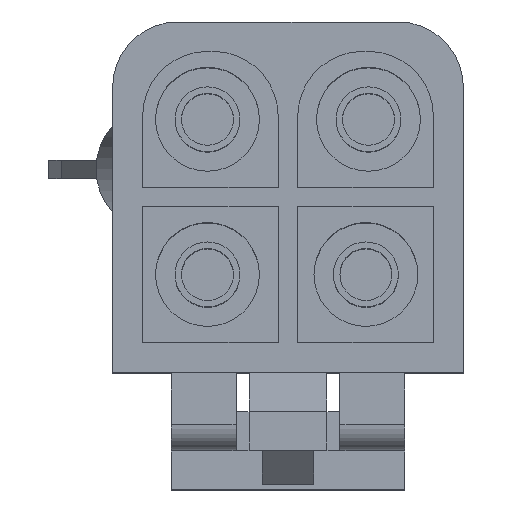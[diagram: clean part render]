
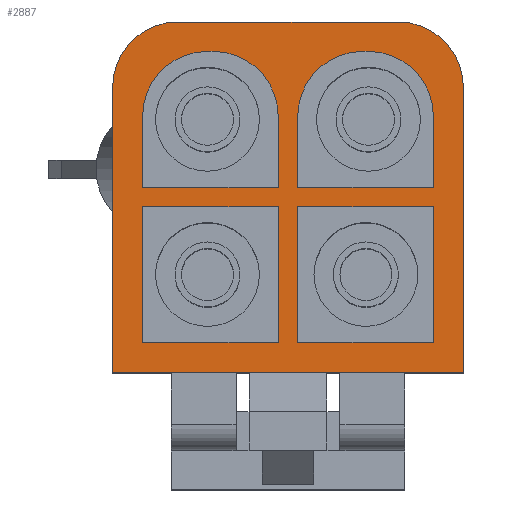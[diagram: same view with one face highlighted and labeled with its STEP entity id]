
A CAD part, top view. The second image highlights one B-rep face of the part: STEP entity #2887.
In plain terms, the highlighted planar face has unit normal (0, 0, 1).
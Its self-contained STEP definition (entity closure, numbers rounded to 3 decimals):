
#44=CIRCLE('',#3040,2.5);
#45=CIRCLE('',#3041,2.5);
#46=CIRCLE('',#3042,2.5);
#47=CIRCLE('',#3043,2.5);
#48=CIRCLE('',#3044,2.5);
#49=CIRCLE('',#3045,2.5);
#258=ORIENTED_EDGE('',*,*,#769,.T.);
#259=ORIENTED_EDGE('',*,*,#732,.F.);
#260=ORIENTED_EDGE('',*,*,#770,.F.);
#261=ORIENTED_EDGE('',*,*,#722,.F.);
#262=ORIENTED_EDGE('',*,*,#771,.T.);
#263=ORIENTED_EDGE('',*,*,#756,.F.);
#264=ORIENTED_EDGE('',*,*,#772,.F.);
#265=ORIENTED_EDGE('',*,*,#746,.F.);
#266=ORIENTED_EDGE('',*,*,#773,.T.);
#267=ORIENTED_EDGE('',*,*,#752,.F.);
#268=ORIENTED_EDGE('',*,*,#774,.F.);
#269=ORIENTED_EDGE('',*,*,#775,.F.);
#270=ORIENTED_EDGE('',*,*,#776,.F.);
#271=ORIENTED_EDGE('',*,*,#758,.F.);
#272=ORIENTED_EDGE('',*,*,#777,.T.);
#273=ORIENTED_EDGE('',*,*,#728,.F.);
#274=ORIENTED_EDGE('',*,*,#778,.F.);
#275=ORIENTED_EDGE('',*,*,#779,.F.);
#276=ORIENTED_EDGE('',*,*,#780,.F.);
#277=ORIENTED_EDGE('',*,*,#734,.F.);
#278=ORIENTED_EDGE('',*,*,#781,.T.);
#279=ORIENTED_EDGE('',*,*,#782,.T.);
#280=ORIENTED_EDGE('',*,*,#783,.T.);
#281=ORIENTED_EDGE('',*,*,#784,.T.);
#282=ORIENTED_EDGE('',*,*,#785,.T.);
#283=ORIENTED_EDGE('',*,*,#786,.T.);
#722=EDGE_CURVE('',#978,#980,#1166,.T.);
#728=EDGE_CURVE('',#985,#983,#1172,.T.);
#732=EDGE_CURVE('',#989,#987,#1176,.T.);
#734=EDGE_CURVE('',#990,#992,#1178,.T.);
#746=EDGE_CURVE('',#998,#1000,#1186,.T.);
#752=EDGE_CURVE('',#1005,#1003,#1192,.T.);
#756=EDGE_CURVE('',#1009,#1007,#1196,.T.);
#758=EDGE_CURVE('',#1010,#1012,#1198,.T.);
#769=EDGE_CURVE('',#978,#987,#1205,.T.);
#770=EDGE_CURVE('',#980,#989,#1206,.T.);
#771=EDGE_CURVE('',#998,#1007,#1207,.T.);
#772=EDGE_CURVE('',#1000,#1009,#1208,.T.);
#773=EDGE_CURVE('',#1010,#1003,#1209,.T.);
#774=EDGE_CURVE('',#1018,#1005,#44,.T.);
#775=EDGE_CURVE('',#1019,#1018,#1210,.T.);
#776=EDGE_CURVE('',#1012,#1019,#45,.T.);
#777=EDGE_CURVE('',#990,#983,#1211,.T.);
#778=EDGE_CURVE('',#1020,#985,#46,.T.);
#779=EDGE_CURVE('',#1021,#1020,#1212,.T.);
#780=EDGE_CURVE('',#992,#1021,#47,.T.);
#781=EDGE_CURVE('',#1022,#1023,#1213,.T.);
#782=EDGE_CURVE('',#1023,#1024,#1214,.T.);
#783=EDGE_CURVE('',#1024,#1025,#1215,.T.);
#784=EDGE_CURVE('',#1025,#1026,#48,.T.);
#785=EDGE_CURVE('',#1026,#1027,#1216,.T.);
#786=EDGE_CURVE('',#1027,#1022,#49,.T.);
#978=VERTEX_POINT('',#3914);
#980=VERTEX_POINT('',#3917);
#983=VERTEX_POINT('',#3924);
#985=VERTEX_POINT('',#3928);
#987=VERTEX_POINT('',#3933);
#989=VERTEX_POINT('',#3937);
#990=VERTEX_POINT('',#3941);
#992=VERTEX_POINT('',#3944);
#998=VERTEX_POINT('',#3964);
#1000=VERTEX_POINT('',#3967);
#1003=VERTEX_POINT('',#3974);
#1005=VERTEX_POINT('',#3978);
#1007=VERTEX_POINT('',#3983);
#1009=VERTEX_POINT('',#3987);
#1010=VERTEX_POINT('',#3991);
#1012=VERTEX_POINT('',#3994);
#1018=VERTEX_POINT('',#4019);
#1019=VERTEX_POINT('',#4021);
#1020=VERTEX_POINT('',#4025);
#1021=VERTEX_POINT('',#4027);
#1022=VERTEX_POINT('',#4030);
#1023=VERTEX_POINT('',#4031);
#1024=VERTEX_POINT('',#4033);
#1025=VERTEX_POINT('',#4035);
#1026=VERTEX_POINT('',#4037);
#1027=VERTEX_POINT('',#4039);
#1166=LINE('',#3916,#1340);
#1172=LINE('',#3929,#1346);
#1176=LINE('',#3938,#1350);
#1178=LINE('',#3943,#1352);
#1186=LINE('',#3966,#1360);
#1192=LINE('',#3979,#1366);
#1196=LINE('',#3988,#1370);
#1198=LINE('',#3993,#1372);
#1205=LINE('',#4013,#1379);
#1206=LINE('',#4014,#1380);
#1207=LINE('',#4015,#1381);
#1208=LINE('',#4016,#1382);
#1209=LINE('',#4017,#1383);
#1210=LINE('',#4020,#1384);
#1211=LINE('',#4023,#1385);
#1212=LINE('',#4026,#1386);
#1213=LINE('',#4029,#1387);
#1214=LINE('',#4032,#1388);
#1215=LINE('',#4034,#1389);
#1216=LINE('',#4038,#1390);
#1340=VECTOR('',#3292,1000.);
#1346=VECTOR('',#3300,1000.);
#1350=VECTOR('',#3306,1000.);
#1352=VECTOR('',#3310,1000.);
#1360=VECTOR('',#3332,1000.);
#1366=VECTOR('',#3340,1000.);
#1370=VECTOR('',#3346,1000.);
#1372=VECTOR('',#3350,1000.);
#1379=VECTOR('',#3371,1000.);
#1380=VECTOR('',#3372,1000.);
#1381=VECTOR('',#3373,1000.);
#1382=VECTOR('',#3374,1000.);
#1383=VECTOR('',#3375,1000.);
#1384=VECTOR('',#3378,1000.);
#1385=VECTOR('',#3381,1000.);
#1386=VECTOR('',#3384,1000.);
#1387=VECTOR('',#3387,1000.);
#1388=VECTOR('',#3388,1000.);
#1389=VECTOR('',#3389,1000.);
#1390=VECTOR('',#3392,1000.);
#1510=EDGE_LOOP('',(#258,#259,#260,#261));
#1511=EDGE_LOOP('',(#262,#263,#264,#265));
#1512=EDGE_LOOP('',(#266,#267,#268,#269,#270,#271));
#1513=EDGE_LOOP('',(#272,#273,#274,#275,#276,#277));
#1514=EDGE_LOOP('',(#278,#279,#280,#281,#282,#283));
#1708=FACE_BOUND('',#1510,.T.);
#1709=FACE_BOUND('',#1511,.T.);
#1710=FACE_BOUND('',#1512,.T.);
#1711=FACE_BOUND('',#1513,.T.);
#1712=FACE_BOUND('',#1514,.T.);
#1897=PLANE('',#3039);
#2887=ADVANCED_FACE('',(#1708,#1709,#1710,#1711,#1712),#1897,.T.);
#3039=AXIS2_PLACEMENT_3D('',#4012,#3369,#3370);
#3040=AXIS2_PLACEMENT_3D('',#4018,#3376,#3377);
#3041=AXIS2_PLACEMENT_3D('',#4022,#3379,#3380);
#3042=AXIS2_PLACEMENT_3D('',#4024,#3382,#3383);
#3043=AXIS2_PLACEMENT_3D('',#4028,#3385,#3386);
#3044=AXIS2_PLACEMENT_3D('',#4036,#3390,#3391);
#3045=AXIS2_PLACEMENT_3D('',#4040,#3393,#3394);
#3292=DIRECTION('',(0.,-1.,0.));
#3300=DIRECTION('',(0.,-1.,0.));
#3306=DIRECTION('',(0.,1.,0.));
#3310=DIRECTION('',(0.,1.,0.));
#3332=DIRECTION('',(0.,-1.,0.));
#3340=DIRECTION('',(0.,-1.,0.));
#3346=DIRECTION('',(0.,1.,0.));
#3350=DIRECTION('',(0.,1.,0.));
#3369=DIRECTION('',(0.,0.,1.));
#3370=DIRECTION('',(1.,0.,0.));
#3371=DIRECTION('',(1.,0.,0.));
#3372=DIRECTION('',(1.,0.,0.));
#3373=DIRECTION('',(1.,0.,0.));
#3374=DIRECTION('',(1.,0.,0.));
#3375=DIRECTION('',(-1.,0.,0.));
#3376=DIRECTION('',(0.,0.,1.));
#3377=DIRECTION('',(1.,0.,0.));
#3378=DIRECTION('',(-1.,0.,0.));
#3379=DIRECTION('',(0.,0.,1.));
#3380=DIRECTION('',(1.,0.,0.));
#3381=DIRECTION('',(-1.,0.,0.));
#3382=DIRECTION('',(0.,0.,1.));
#3383=DIRECTION('',(1.,0.,0.));
#3384=DIRECTION('',(-1.,0.,0.));
#3385=DIRECTION('',(0.,0.,1.));
#3386=DIRECTION('',(1.,0.,0.));
#3387=DIRECTION('',(0.,-1.,0.));
#3388=DIRECTION('',(1.,0.,0.));
#3389=DIRECTION('',(0.,1.,0.));
#3390=DIRECTION('',(0.,0.,1.));
#3391=DIRECTION('',(1.,0.,0.));
#3392=DIRECTION('',(-1.,0.,0.));
#3393=DIRECTION('',(0.,0.,1.));
#3394=DIRECTION('',(1.,0.,0.));
#3914=CARTESIAN_POINT('',(0.375,6.375,16.8));
#3916=CARTESIAN_POINT('',(0.375,9.85,16.8));
#3917=CARTESIAN_POINT('',(0.375,1.15,16.8));
#3924=CARTESIAN_POINT('',(0.375,7.125,16.8));
#3928=CARTESIAN_POINT('',(0.375,9.85,16.8));
#3929=CARTESIAN_POINT('',(0.375,9.85,16.8));
#3933=CARTESIAN_POINT('',(5.6,6.375,16.8));
#3937=CARTESIAN_POINT('',(5.6,1.15,16.8));
#3938=CARTESIAN_POINT('',(5.6,1.15,16.8));
#3941=CARTESIAN_POINT('',(5.6,7.125,16.8));
#3943=CARTESIAN_POINT('',(5.6,1.15,16.8));
#3944=CARTESIAN_POINT('',(5.6,9.85,16.8));
#3964=CARTESIAN_POINT('',(-5.6,6.375,16.8));
#3966=CARTESIAN_POINT('',(-5.6,9.85,16.8));
#3967=CARTESIAN_POINT('',(-5.6,1.15,16.8));
#3974=CARTESIAN_POINT('',(-5.6,7.125,16.8));
#3978=CARTESIAN_POINT('',(-5.6,9.85,16.8));
#3979=CARTESIAN_POINT('',(-5.6,9.85,16.8));
#3983=CARTESIAN_POINT('',(-0.375,6.375,16.8));
#3987=CARTESIAN_POINT('',(-0.375,1.15,16.8));
#3988=CARTESIAN_POINT('',(-0.375,1.15,16.8));
#3991=CARTESIAN_POINT('',(-0.375,7.125,16.8));
#3993=CARTESIAN_POINT('',(-0.375,1.15,16.8));
#3994=CARTESIAN_POINT('',(-0.375,9.85,16.8));
#4012=CARTESIAN_POINT('',(-4.25,11.,16.8));
#4013=CARTESIAN_POINT('',(-6.75,6.375,16.8));
#4014=CARTESIAN_POINT('',(0.375,1.15,16.8));
#4015=CARTESIAN_POINT('',(-6.75,6.375,16.8));
#4016=CARTESIAN_POINT('',(-5.6,1.15,16.8));
#4017=CARTESIAN_POINT('',(6.75,7.125,16.8));
#4018=CARTESIAN_POINT('',(-3.1,9.85,16.8));
#4019=CARTESIAN_POINT('',(-3.1,12.35,16.8));
#4020=CARTESIAN_POINT('',(-2.875,12.35,16.8));
#4021=CARTESIAN_POINT('',(-2.875,12.35,16.8));
#4022=CARTESIAN_POINT('',(-2.875,9.85,16.8));
#4023=CARTESIAN_POINT('',(6.75,7.125,16.8));
#4024=CARTESIAN_POINT('',(2.875,9.85,16.8));
#4025=CARTESIAN_POINT('',(2.875,12.35,16.8));
#4026=CARTESIAN_POINT('',(3.1,12.35,16.8));
#4027=CARTESIAN_POINT('',(3.1,12.35,16.8));
#4028=CARTESIAN_POINT('',(3.1,9.85,16.8));
#4029=CARTESIAN_POINT('',(-6.75,11.,16.8));
#4030=CARTESIAN_POINT('',(-6.75,11.,16.8));
#4031=CARTESIAN_POINT('',(-6.75,0.,16.8));
#4032=CARTESIAN_POINT('',(-6.75,0.,16.8));
#4033=CARTESIAN_POINT('',(6.75,0.,16.8));
#4034=CARTESIAN_POINT('',(6.75,0.,16.8));
#4035=CARTESIAN_POINT('',(6.75,11.,16.8));
#4036=CARTESIAN_POINT('',(4.25,11.,16.8));
#4037=CARTESIAN_POINT('',(4.25,13.5,16.8));
#4038=CARTESIAN_POINT('',(4.25,13.5,16.8));
#4039=CARTESIAN_POINT('',(-4.25,13.5,16.8));
#4040=CARTESIAN_POINT('',(-4.25,11.,16.8));
